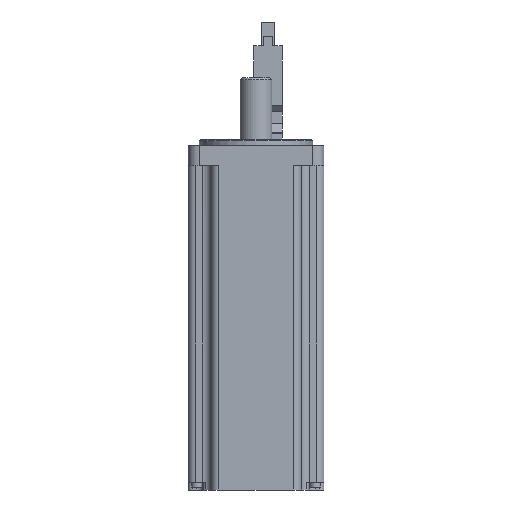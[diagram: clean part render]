
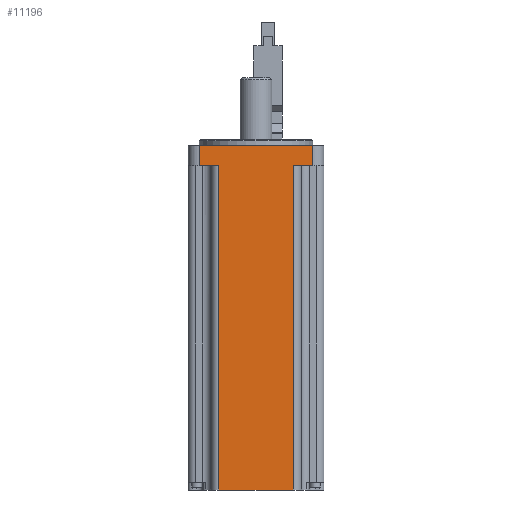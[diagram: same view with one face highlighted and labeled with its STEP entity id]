
A CAD part, front view. The second image highlights one B-rep face of the part: STEP entity #11196.
In plain terms, the highlighted planar face has unit normal (0, -1, 0).
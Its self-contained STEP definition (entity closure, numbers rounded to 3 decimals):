
#729=ORIENTED_EDGE('',*,*,#2971,.T.);
#730=ORIENTED_EDGE('',*,*,#2972,.F.);
#731=ORIENTED_EDGE('',*,*,#2973,.F.);
#732=ORIENTED_EDGE('',*,*,#2974,.F.);
#733=ORIENTED_EDGE('',*,*,#2975,.T.);
#734=ORIENTED_EDGE('',*,*,#2976,.F.);
#735=ORIENTED_EDGE('',*,*,#2977,.F.);
#736=ORIENTED_EDGE('',*,*,#2978,.T.);
#2971=EDGE_CURVE('',#4085,#4086,#4819,.T.);
#2972=EDGE_CURVE('',#4087,#4086,#4820,.T.);
#2973=EDGE_CURVE('',#4088,#4087,#4821,.T.);
#2974=EDGE_CURVE('',#4089,#4088,#4822,.T.);
#2975=EDGE_CURVE('',#4089,#4090,#4823,.T.);
#2976=EDGE_CURVE('',#4091,#4090,#4824,.T.);
#2977=EDGE_CURVE('',#4092,#4091,#4825,.T.);
#2978=EDGE_CURVE('',#4092,#4085,#4826,.T.);
#4085=VERTEX_POINT('',#15296);
#4086=VERTEX_POINT('',#15297);
#4087=VERTEX_POINT('',#15299);
#4088=VERTEX_POINT('',#15301);
#4089=VERTEX_POINT('',#15303);
#4090=VERTEX_POINT('',#15305);
#4091=VERTEX_POINT('',#15307);
#4092=VERTEX_POINT('',#15309);
#4819=LINE('',#15295,#5653);
#4820=LINE('',#15298,#5654);
#4821=LINE('',#15300,#5655);
#4822=LINE('',#15302,#5656);
#4823=LINE('',#15304,#5657);
#4824=LINE('',#15306,#5658);
#4825=LINE('',#15308,#5659);
#4826=LINE('',#15310,#5660);
#5653=VECTOR('',#12788,1000.);
#5654=VECTOR('',#12789,1000.);
#5655=VECTOR('',#12790,1000.);
#5656=VECTOR('',#12791,1000.);
#5657=VECTOR('',#12792,1000.);
#5658=VECTOR('',#12793,1000.);
#5659=VECTOR('',#12794,1000.);
#5660=VECTOR('',#12795,1000.);
#6355=EDGE_LOOP('',(#729,#730,#731,#732,#733,#734,#735,#736));
#6963=FACE_BOUND('',#6355,.T.);
#7544=PLANE('',#11741);
#11196=ADVANCED_FACE('',(#6963),#7544,.T.);
#11741=AXIS2_PLACEMENT_3D('',#15294,#12786,#12787);
#12786=DIRECTION('',(0.,-1.,0.));
#12787=DIRECTION('',(0.,0.,-1.));
#12788=DIRECTION('',(0.,0.,1.));
#12789=DIRECTION('',(-1.,0.,0.));
#12790=DIRECTION('',(0.,0.,-1.));
#12791=DIRECTION('',(1.,0.,0.));
#12792=DIRECTION('',(0.,0.,-1.));
#12793=DIRECTION('',(-1.,0.,0.));
#12794=DIRECTION('',(0.,0.,1.));
#12795=DIRECTION('',(1.,0.,0.));
#15294=CARTESIAN_POINT('',(-30.,-30.,-152.));
#15295=CARTESIAN_POINT('',(16.5,-30.,-152.));
#15296=CARTESIAN_POINT('',(16.5,-30.,-152.));
#15297=CARTESIAN_POINT('',(16.5,-30.,-9.));
#15298=CARTESIAN_POINT('',(-30.,-30.,-9.));
#15299=CARTESIAN_POINT('',(25.,-30.,-9.));
#15300=CARTESIAN_POINT('',(25.,-30.,0.));
#15301=CARTESIAN_POINT('',(25.,-30.,0.));
#15302=CARTESIAN_POINT('',(-30.,-30.,0.));
#15303=CARTESIAN_POINT('',(-25.,-30.,0.));
#15304=CARTESIAN_POINT('',(-25.,-30.,0.));
#15305=CARTESIAN_POINT('',(-25.,-30.,-9.));
#15306=CARTESIAN_POINT('',(-30.,-30.,-9.));
#15307=CARTESIAN_POINT('',(-16.5,-30.,-9.));
#15308=CARTESIAN_POINT('',(-16.5,-30.,-152.));
#15309=CARTESIAN_POINT('',(-16.5,-30.,-152.));
#15310=CARTESIAN_POINT('',(-30.,-30.,-152.));
